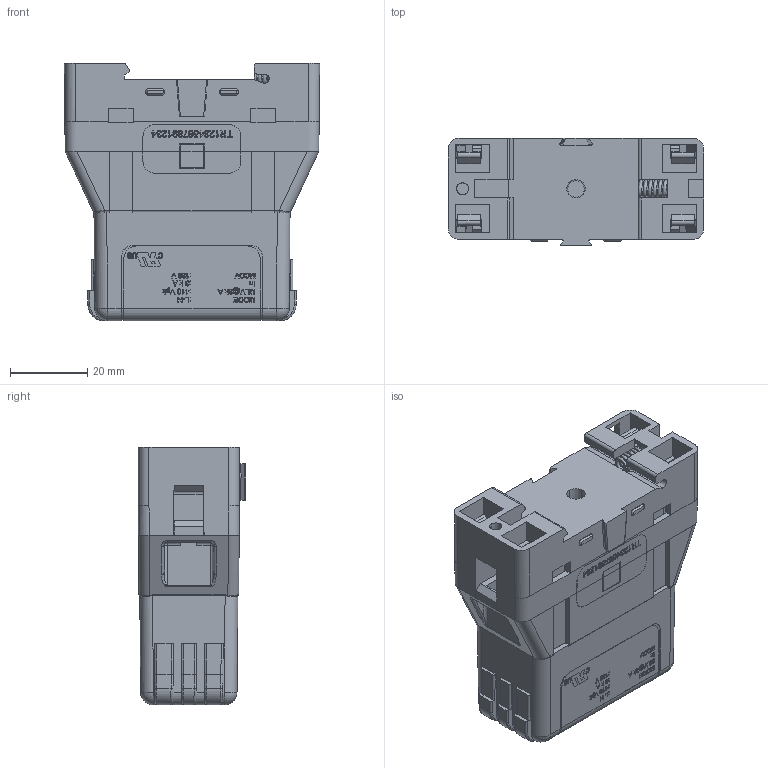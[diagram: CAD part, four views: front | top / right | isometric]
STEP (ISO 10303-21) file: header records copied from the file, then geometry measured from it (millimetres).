
FILE_DESCRIPTION (( 'STEP AP214' ), '1' );
FILE_NAME ('1101-627-E.STEP', '2019-01-16T18:45:58', ( '' ), ( '' ), 'SwSTEP 2.0', 'SolidWorks 2018', '' );
FILE_SCHEMA (( 'AUTOMOTIVE_DESIGN' ));
Length unit declared in the file: inch
Products named in the file (29): TVSS_base_top^2001-151; silicon^3201-074; 3450-093; header^3201-074; 2003-1052-3; 2001-150; TVSS_holder_wirelug^TVSS_Holder_Lug_Assembly_2001-151; 2105-518_Bend 1; 2003-1730; 3250-131; TVSS_holder_spring^2001-151; 2250-570; 2001-151; 3300-111; 2105-518_BEND2; TVSS_holder_clip^TVSS_Holder_Lug_Assembly_2001-151; TVSS_base_bottom^2001-151; 2004-077; 2003-4068; 1101-627-E; 3201-074; 3250-130; TVSS_Holder_Lug_Assembly^2001-151_copper lug; 121-500-001_.175 Mat''l Thickness; TVSS_holder_setscrew^TVSS_Holder_Lug_Assembly_2001-151_slotted; 1000-895_
Assembly tree (39 placements, depth 5):
  1101-627-E
    1000-895_
      2004-077
      2105-518_BEND2
      2105-518_Bend 1
      121-500-001_.175 Mat''l Thickness  x2
    2001-150
    2001-151
      TVSS_base_bottom^2001-151
      TVSS_Holder_Lug_Assembly^2001-151_copper lug  x2
        TVSS_holder_clip^TVSS_Holder_Lug_Assembly_2001-151
        TVSS_holder_wirelug^TVSS_Holder_Lug_Assembly_2001-151
        TVSS_holder_setscrew^TVSS_Holder_Lug_Assembly_2001-151_slotted
      TVSS_holder_spring^2001-151
      TVSS_base_top^2001-151
    2250-570
      3450-093
      3250-130
        3201-074  x4
          header^3201-074
          silicon^3201-074
        3300-111
        3300-111
      3250-131
        3201-074  x5
          header^3201-074
          silicon^3201-074
        3300-111
        3300-111
    2003-1730
    2003-1052-3
    2003-4068
Bounding box: 66.12 x 27.88 x 66.8 mm (x, y, z)
Volume: 50766.9 mm3; surface area: 62240.6 mm2
Topology: 52 solids, 52 shells, 4568 faces, 12087 edges, 7877 vertices
Faces by surface type: plane 3016, bspline 926, cylinder 474, cone 80, torus 38, sphere 34
Entity records: 220758 total; most frequent: CARTESIAN_POINT 83761, ORIENTED_EDGE 22404, DIRECTION 16430, EDGE_CURVE 11202, LINE 8242, VECTOR 8242, VERTEX_POINT 7335, EDGE_LOOP 4489
